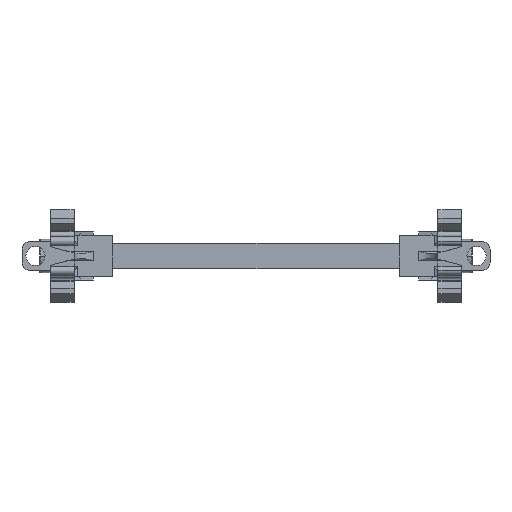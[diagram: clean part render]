
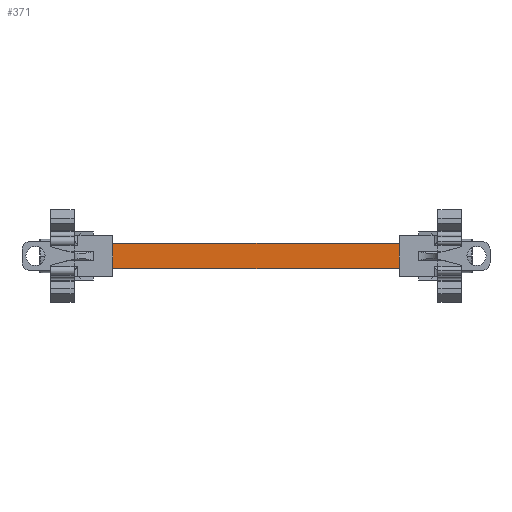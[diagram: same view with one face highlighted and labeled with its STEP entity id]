
A CAD part, front view. The second image highlights one B-rep face of the part: STEP entity #371.
In plain terms, the highlighted planar face has unit normal (0, -1, 0).
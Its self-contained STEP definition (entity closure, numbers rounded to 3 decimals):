
#371 = ADVANCED_FACE ( 'NONE', ( #22798 ), #22792, .F. ) ;
#1369 = LINE ( 'NONE', #1417, #28363 ) ;
#1395 = DIRECTION ( 'NONE',  ( -1., 0., 0. ) ) ;
#1417 = CARTESIAN_POINT ( 'NONE',  ( -107.572, -99.509, 212.721 ) ) ;
#1419 = DIRECTION ( 'NONE',  ( 1., 0., 0. ) ) ;
#1425 = CARTESIAN_POINT ( 'NONE',  ( -107.572, -99.509, 219.221 ) ) ;
#1432 = LINE ( 'NONE', #1425, #28344 ) ;
#1438 = LINE ( 'NONE', #1440, #28335 ) ;
#1440 = CARTESIAN_POINT ( 'NONE',  ( -69.942, -99.509, 212.721 ) ) ;
#1442 = DIRECTION ( 'NONE',  ( 0., 0., -1. ) ) ;
#4399 = AXIS2_PLACEMENT_3D ( 'NONE', #22793, #22867, #22826 ) ;
#8279 = CARTESIAN_POINT ( 'NONE',  ( -143.942, -99.509, 212.721 ) ) ;
#8310 = LINE ( 'NONE', #8279, #28189 ) ;
#8320 = DIRECTION ( 'NONE',  ( 0., 0., 1. ) ) ;
#13920 = EDGE_CURVE ( 'NONE', #23602, #23581, #1369, .T. ) ;
#13924 = EDGE_CURVE ( 'NONE', #23653, #23640, #1432, .T. ) ;
#13940 = EDGE_CURVE ( 'NONE', #23640, #23602, #1438, .T. ) ;
#13970 = EDGE_CURVE ( 'NONE', #23581, #23653, #8310, .T. ) ;
#20471 = CARTESIAN_POINT ( 'NONE',  ( -69.942, -99.509, 212.721 ) ) ;
#20477 = CARTESIAN_POINT ( 'NONE',  ( -143.942, -99.509, 219.221 ) ) ;
#20496 = CARTESIAN_POINT ( 'NONE',  ( -69.942, -99.509, 219.221 ) ) ;
#21622 = CARTESIAN_POINT ( 'NONE',  ( -143.942, -99.509, 212.721 ) ) ;
#22792 = PLANE ( 'NONE',  #4399 ) ;
#22793 = CARTESIAN_POINT ( 'NONE',  ( -107.572, -99.509, 212.721 ) ) ;
#22798 = FACE_OUTER_BOUND ( 'NONE', #23877, .T. ) ;
#22826 = DIRECTION ( 'NONE',  ( 0., 0., 1. ) ) ;
#22867 = DIRECTION ( 'NONE',  ( 0., 1., 0. ) ) ;
#23008 = ORIENTED_EDGE ( 'NONE', *, *, #13940, .F. ) ;
#23011 = ORIENTED_EDGE ( 'NONE', *, *, #13920, .F. ) ;
#23029 = ORIENTED_EDGE ( 'NONE', *, *, #13924, .F. ) ;
#23043 = ORIENTED_EDGE ( 'NONE', *, *, #13970, .F. ) ;
#23581 = VERTEX_POINT ( 'NONE', #21622 ) ;
#23602 = VERTEX_POINT ( 'NONE', #20471 ) ;
#23640 = VERTEX_POINT ( 'NONE', #20496 ) ;
#23653 = VERTEX_POINT ( 'NONE', #20477 ) ;
#23877 = EDGE_LOOP ( 'NONE', ( #23043, #23011, #23008, #23029 ) ) ;
#28189 = VECTOR ( 'NONE', #8320, 1000. ) ;
#28335 = VECTOR ( 'NONE', #1442, 1000. ) ;
#28344 = VECTOR ( 'NONE', #1419, 1000. ) ;
#28363 = VECTOR ( 'NONE', #1395, 1000. ) ;
